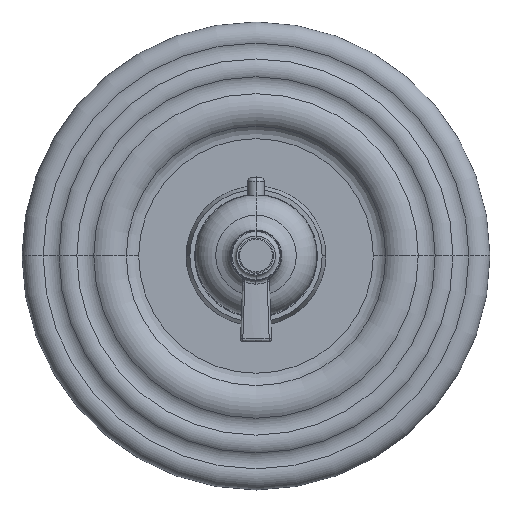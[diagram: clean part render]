
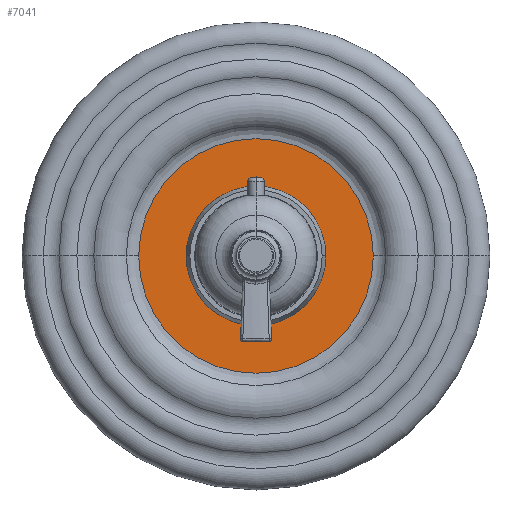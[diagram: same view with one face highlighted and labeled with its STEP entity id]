
A CAD part, top view. The second image highlights one B-rep face of the part: STEP entity #7041.
In plain terms, the highlighted planar face has unit normal (0, 0, 1).
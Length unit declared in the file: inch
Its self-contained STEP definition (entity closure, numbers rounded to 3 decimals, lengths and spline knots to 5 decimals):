
#120=CARTESIAN_POINT('',(0.,0.,0.31244));
#121=DIRECTION('',(0.,0.,-1.));
#122=DIRECTION('',(1.,0.,0.));
#123=AXIS2_PLACEMENT_3D('',#120,#121,#122);
#130=CARTESIAN_POINT('',(0.,0.,0.31244));
#131=DIRECTION('',(0.,0.,-1.));
#132=DIRECTION('',(-1.,0.,0.));
#133=AXIS2_PLACEMENT_3D('',#130,#131,#132);
#135=CARTESIAN_POINT('',(0.,0.,0.31244));
#136=DIRECTION('',(0.,0.,-1.));
#137=DIRECTION('',(1.,0.,0.));
#138=AXIS2_PLACEMENT_3D('',#135,#136,#137);
#140=CARTESIAN_POINT('',(0.,0.,0.31244));
#141=DIRECTION('',(0.,0.,1.));
#142=DIRECTION('',(1.,0.,0.));
#143=AXIS2_PLACEMENT_3D('',#140,#141,#142);
#5795=CARTESIAN_POINT('',(1.87952,0.,0.31244));
#5796=CARTESIAN_POINT('',(-1.87952,0.,0.31244));
#5797=VERTEX_POINT('',#5795);
#5798=VERTEX_POINT('',#5796);
#5803=CARTESIAN_POINT('',(-1.12,0.,0.31244));
#5804=CARTESIAN_POINT('',(1.12,0.,0.31244));
#5805=VERTEX_POINT('',#5803);
#5806=VERTEX_POINT('',#5804);
#7025=CARTESIAN_POINT('',(0.,0.,0.31244));
#7026=DIRECTION('',(0.,0.,-1.));
#7027=DIRECTION('',(-1.,0.,0.));
#7028=AXIS2_PLACEMENT_3D('',#7025,#7026,#7027);
#7029=PLANE('',#7028);
#7030=ORIENTED_EDGE('',*,*,#7015,.T.);
#7032=ORIENTED_EDGE('',*,*,#7031,.F.);
#7033=EDGE_LOOP('',(#7030,#7032));
#7034=FACE_OUTER_BOUND('',#7033,.F.);
#7036=ORIENTED_EDGE('',*,*,#7035,.F.);
#7038=ORIENTED_EDGE('',*,*,#7037,.F.);
#7039=EDGE_LOOP('',(#7036,#7038));
#7040=FACE_BOUND('',#7039,.F.);
#7041=ADVANCED_FACE('',(#7034,#7040),#7029,.F.);
#124=CIRCLE('',#123,1.87952);
#134=CIRCLE('',#133,1.12);
#139=CIRCLE('',#138,1.12);
#144=CIRCLE('',#143,1.87952);
#7015=EDGE_CURVE('',#5797,#5798,#124,.T.);
#7031=EDGE_CURVE('',#5797,#5798,#144,.T.);
#7035=EDGE_CURVE('',#5805,#5806,#134,.T.);
#7037=EDGE_CURVE('',#5806,#5805,#139,.T.);
